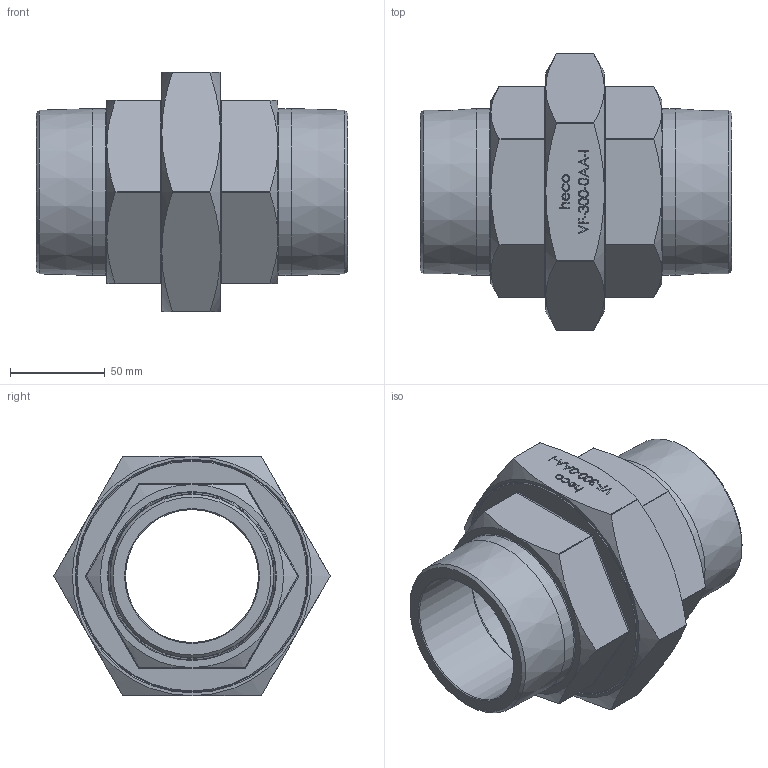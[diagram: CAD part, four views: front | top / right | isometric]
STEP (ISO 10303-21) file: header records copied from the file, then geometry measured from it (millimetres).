
FILE_DESCRIPTION (( 'STEP AP214' ), '1' );
FILE_NAME ('heco_VF-300-0AA-I.STEP', '2016-07-06T11:54:23', ( '' ), ( '' ), 'SwSTEP 2.0', 'SolidWorks 2011', '' );
FILE_SCHEMA (( 'AUTOMOTIVE_DESIGN' ));
Length unit declared in the file: millimetre
Products named in the file (1): heco_VF-300-0AA-I
Bounding box: 164 x 145.4 x 126.05 mm (x, y, z)
Volume: 665671.5 mm3; surface area: 107961 mm2
Topology: 1 solids, 1 shells, 285 faces, 697 edges, 433 vertices
Faces by surface type: plane 122, bspline 88, cylinder 38, cone 34, torus 3
Full cylindrical faces by diameter (mm): 70 x2, 74 x1, 87.884 x2, 120 x1, 121.4 x1, 122 x1
Entity records: 14685 total; most frequent: CARTESIAN_POINT 7121, ORIENTED_EDGE 1322, DIRECTION 849, EDGE_CURVE 661, VERTEX_POINT 430, LINE 349, VECTOR 349, EDGE_LOOP 339
